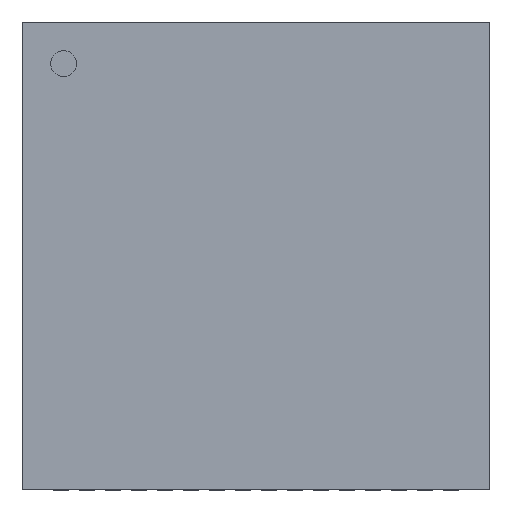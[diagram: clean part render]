
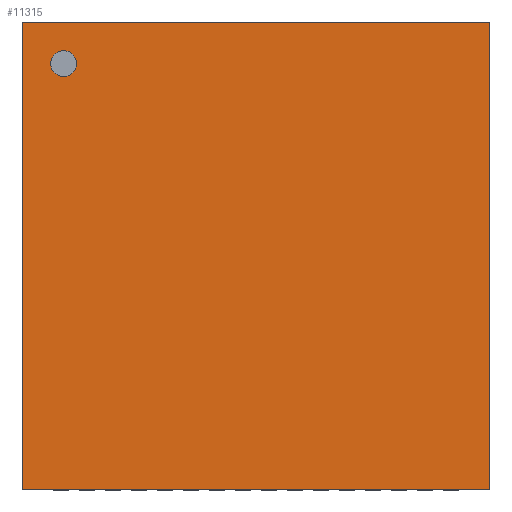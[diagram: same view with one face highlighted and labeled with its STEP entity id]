
A CAD part, top view. The second image highlights one B-rep face of the part: STEP entity #11315.
In plain terms, the highlighted planar face has unit normal (0, 0, 1).
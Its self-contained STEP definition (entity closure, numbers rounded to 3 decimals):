
#16=FACE_BOUND($,#1786,.T.);
#219=CIRCLE($,#11974,0.25);
#1127=FACE_OUTER_BOUND($,#1785,.T.);
#1785=EDGE_LOOP($,(#10108,#10109,#10110,#10111));
#1786=EDGE_LOOP($,(#10112));
#3082=LINE($,#18738,#4386);
#3084=LINE($,#18742,#4388);
#3086=LINE($,#18746,#4390);
#3088=LINE($,#18749,#4392);
#4386=VECTOR($,#15468,9.);
#4388=VECTOR($,#15472,9.);
#4390=VECTOR($,#15476,9.);
#4392=VECTOR($,#15480,9.);
#4918=VERTEX_POINT($,#17186);
#5435=VERTEX_POINT($,#18735);
#5436=VERTEX_POINT($,#18737);
#5437=VERTEX_POINT($,#18741);
#5438=VERTEX_POINT($,#18745);
#6218=EDGE_CURVE($,#4918,#4918,#219,.T.);
#6992=EDGE_CURVE($,#5435,#5436,#3082,.T.);
#6994=EDGE_CURVE($,#5436,#5437,#3084,.T.);
#6996=EDGE_CURVE($,#5437,#5438,#3086,.T.);
#6998=EDGE_CURVE($,#5438,#5435,#3088,.T.);
#10108=ORIENTED_EDGE($,*,*,#6992,.F.);
#10109=ORIENTED_EDGE($,*,*,#6998,.F.);
#10110=ORIENTED_EDGE($,*,*,#6996,.F.);
#10111=ORIENTED_EDGE($,*,*,#6994,.F.);
#10112=ORIENTED_EDGE($,*,*,#6218,.T.);
#10659=PLANE($,#12365);
#11315=ADVANCED_FACE($,(#1127,#16),#10659,.T.);
#11974=AXIS2_PLACEMENT_3D($,#17187,#14047,#14048);
#12365=AXIS2_PLACEMENT_3D($,#18750,#15481,#15482);
#14047=DIRECTION('center_axis',(0.,0.,-1.));
#14048=DIRECTION('ref_axis',(1.,0.,0.));
#15468=DIRECTION($,(1.,0.,0.));
#15472=DIRECTION($,(0.,-1.,0.));
#15476=DIRECTION($,(-1.,0.,0.));
#15480=DIRECTION($,(0.,1.,0.));
#15481=DIRECTION('center_axis',(0.,0.,1.));
#15482=DIRECTION('ref_axis',(1.,0.,0.));
#17186=CARTESIAN_POINT('',(-3.45,3.7,1.));
#17187=CARTESIAN_POINT('Origin',(-3.7,3.7,1.));
#18735=CARTESIAN_POINT('',(-4.5,4.5,1.));
#18737=CARTESIAN_POINT('',(4.5,4.5,1.));
#18738=CARTESIAN_POINT($,(-4.5,4.5,1.));
#18741=CARTESIAN_POINT('',(4.5,-4.5,1.));
#18742=CARTESIAN_POINT($,(4.5,4.5,1.));
#18745=CARTESIAN_POINT('',(-4.5,-4.5,1.));
#18746=CARTESIAN_POINT($,(4.5,-4.5,1.));
#18749=CARTESIAN_POINT($,(-4.5,-4.5,1.));
#18750=CARTESIAN_POINT('Origin',(0.,0.,1.));
